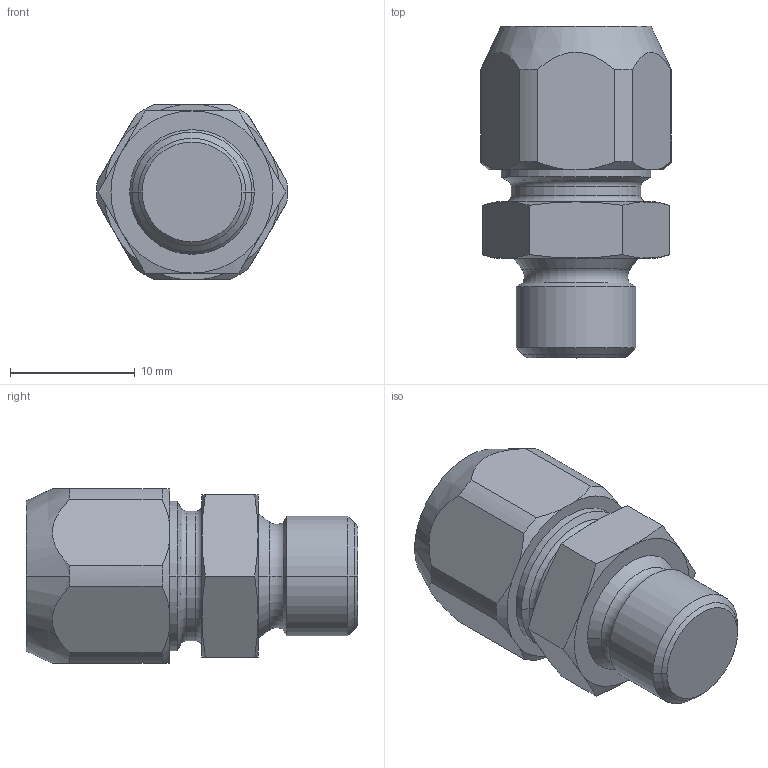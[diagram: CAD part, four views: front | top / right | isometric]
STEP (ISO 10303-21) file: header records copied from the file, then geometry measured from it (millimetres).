
FILE_DESCRIPTION((''),'2;1');
FILE_NAME('360020B_151X4-8-6-1-8','2011-03-17T',('avs326'),(''),'PRO/ENGINEER BY PARAMETRIC TECHNOLOGY CORPORATION, 2010230','PRO/ENGINEER BY PARAMETRIC TECHNOLOGY CORPORATION, 2010230','');
FILE_SCHEMA(('CONFIG_CONTROL_DESIGN'));
Length unit declared in the file: millimetre
Products named in the file (1): 360020B_151X4-8-6-1-8
Bounding box: 15.3 x 26.6 x 14 mm (x, y, z)
Volume: 3064 mm3; surface area: 1888 mm2
Topology: 1 solids, 2 shells, 75 faces, 172 edges, 104 vertices
Faces by surface type: cone 28, plane 19, cylinder 18, torus 10
Entity records: 2275 total; most frequent: CARTESIAN_POINT 553, DIRECTION 366, ORIENTED_EDGE 340, EDGE_CURVE 172, AXIS2_PLACEMENT_3D 160, VERTEX_POINT 104, CIRCLE 84, EDGE_LOOP 80
